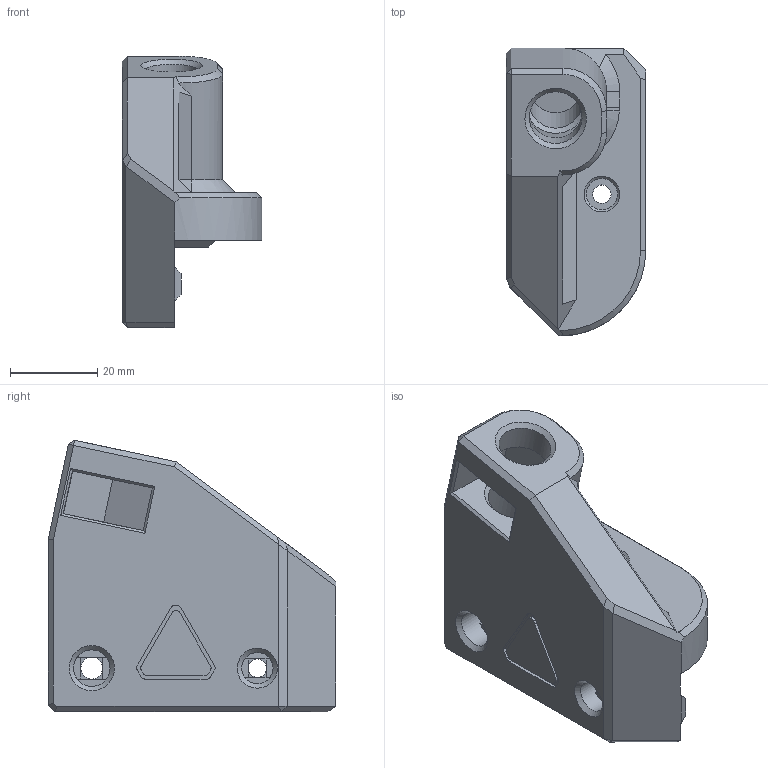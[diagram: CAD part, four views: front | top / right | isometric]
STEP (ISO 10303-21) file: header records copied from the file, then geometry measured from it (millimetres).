
FILE_DESCRIPTION(/* description */ (''),/* implementation_level */ '2;1');
FILE_NAME(/* name */ 'Z_bottom_reinforcement_left.step',/* time_stamp */ '2021-05-15T11:43:28+02:00',/* author */ (''),/* organization */ (''),/* preprocessor_version */ 'ST-DEVELOPER v18.1',/* originating_system */ 'Autodesk Translation Framework v10.6.0.1341',/* authorisation */ '');
FILE_SCHEMA (('AUTOMOTIVE_DESIGN { 1 0 10303 214 3 1 1 }'));
Length unit declared in the file: millimetre
Products named in the file (1): Z_bottom_reinforcement_left
Bounding box: 32 x 65.99 x 62.29 mm (x, y, z)
Volume: 50489.3 mm3; surface area: 14195.8 mm2
Topology: 1 solids, 1 shells, 168 faces, 439 edges, 280 vertices
Faces by surface type: plane 98, bspline 50, cylinder 13, cone 7
Full cylindrical faces by diameter (mm): 4.2 x2, 5 x1, 7.2 x2, 8.4 x1, 12.1 x2
Entity records: 5652 total; most frequent: CARTESIAN_POINT 1831, ORIENTED_EDGE 878, DIRECTION 619, EDGE_CURVE 439, LINE 285, VECTOR 285, VERTEX_POINT 280, EDGE_LOOP 183
